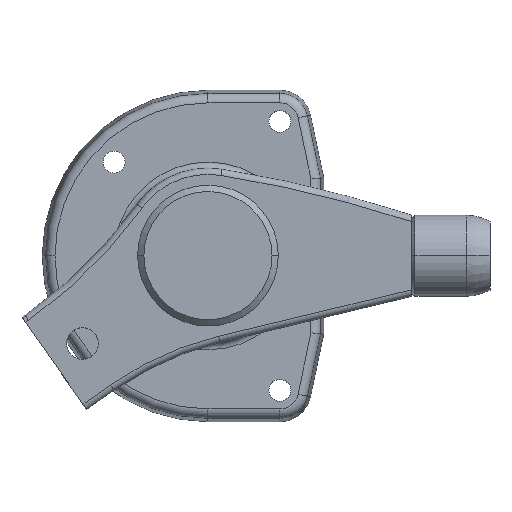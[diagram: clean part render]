
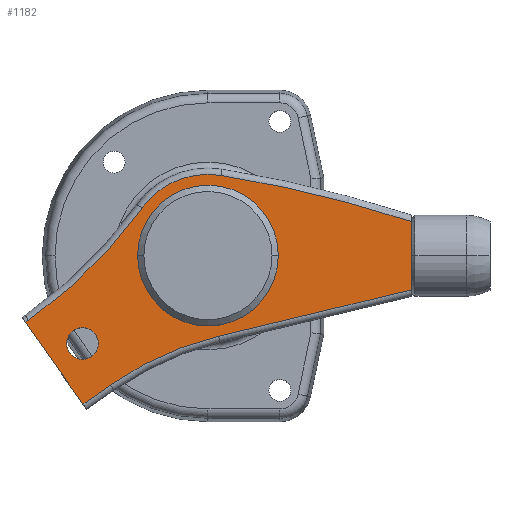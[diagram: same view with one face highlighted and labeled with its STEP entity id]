
A CAD part, top view. The second image highlights one B-rep face of the part: STEP entity #1182.
In plain terms, the highlighted face is planar.
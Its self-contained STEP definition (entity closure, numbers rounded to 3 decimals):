
#1079 = ORIENTED_EDGE ( 'NONE', *, *, #1080, .T. ) ;
#1080 = EDGE_CURVE ( 'NONE', #1312, #1315, #3859, .T. ) ;
#1081 = EDGE_LOOP ( 'NONE', ( #1082, #1086, #1089, #1282, #1284, #1287, #1290, #1293, #1307 ) ) ;
#1082 = ORIENTED_EDGE ( 'NONE', *, *, #1083, .T. ) ;
#1083 = EDGE_CURVE ( 'NONE', #1084, #1085, #3914, .T. ) ;
#1084 = VERTEX_POINT ( 'NONE', #3909 ) ;
#1085 = VERTEX_POINT ( 'NONE', #3908 ) ;
#1086 = ORIENTED_EDGE ( 'NONE', *, *, #1087, .T. ) ;
#1087 = EDGE_CURVE ( 'NONE', #1085, #1088, #3907, .T. ) ;
#1088 = VERTEX_POINT ( 'NONE', #3903 ) ;
#1089 = ORIENTED_EDGE ( 'NONE', *, *, #1090, .F. ) ;
#1090 = EDGE_CURVE ( 'NONE', #1324, #1088, #3586, .T. ) ;
#1158 = ORIENTED_EDGE ( 'NONE', *, *, #1159, .T. ) ;
#1159 = EDGE_CURVE ( 'NONE', #1328, #1331, #4180, .T. ) ;
#1182 = ADVANCED_FACE ( 'NONE', ( #4157, #4156, #4155 ), #4154, .F. ) ;
#1183 = EDGE_LOOP ( 'NONE', ( #1184, #1079 ) ) ;
#1184 = ORIENTED_EDGE ( 'NONE', *, *, #1314, .T. ) ;
#1282 = ORIENTED_EDGE ( 'NONE', *, *, #1283, .T. ) ;
#1283 = EDGE_CURVE ( 'NONE', #1324, #1325, #4262, .T. ) ;
#1284 = ORIENTED_EDGE ( 'NONE', *, *, #1285, .T. ) ;
#1285 = EDGE_CURVE ( 'NONE', #1325, #1286, #4258, .T. ) ;
#1286 = VERTEX_POINT ( 'NONE', #4253 ) ;
#1287 = ORIENTED_EDGE ( 'NONE', *, *, #1288, .T. ) ;
#1288 = EDGE_CURVE ( 'NONE', #1286, #1289, #4252, .T. ) ;
#1289 = VERTEX_POINT ( 'NONE', #4248 ) ;
#1290 = ORIENTED_EDGE ( 'NONE', *, *, #1291, .F. ) ;
#1291 = EDGE_CURVE ( 'NONE', #1292, #1289, #4402, .T. ) ;
#1292 = VERTEX_POINT ( 'NONE', #4398 ) ;
#1293 = ORIENTED_EDGE ( 'NONE', *, *, #1294, .T. ) ;
#1294 = EDGE_CURVE ( 'NONE', #1292, #1295, #4397, .T. ) ;
#1295 = VERTEX_POINT ( 'NONE', #4392 ) ;
#1296 = EDGE_LOOP ( 'NONE', ( #1309, #1158 ) ) ;
#1307 = ORIENTED_EDGE ( 'NONE', *, *, #1308, .T. ) ;
#1308 = EDGE_CURVE ( 'NONE', #1295, #1084, #4371, .T. ) ;
#1309 = ORIENTED_EDGE ( 'NONE', *, *, #1330, .T. ) ;
#1312 = VERTEX_POINT ( 'NONE', #4350 ) ;
#1314 = EDGE_CURVE ( 'NONE', #1315, #1312, #4349, .T. ) ;
#1315 = VERTEX_POINT ( 'NONE', #4344 ) ;
#1324 = VERTEX_POINT ( 'NONE', #4326 ) ;
#1325 = VERTEX_POINT ( 'NONE', #4325 ) ;
#1328 = VERTEX_POINT ( 'NONE', #4320 ) ;
#1330 = EDGE_CURVE ( 'NONE', #1331, #1328, #4319, .T. ) ;
#1331 = VERTEX_POINT ( 'NONE', #4314 ) ;
#3585 = CARTESIAN_POINT ( 'NONE',  ( 38.825, -49.159, -13. ) ) ;
#3586 = LINE ( 'NONE', #3585, #4060 ) ;
#3855 = DIRECTION ( 'NONE',  ( 1., 0., 0. ) ) ;
#3856 = DIRECTION ( 'NONE',  ( 0., 0., 1. ) ) ;
#3857 = CARTESIAN_POINT ( 'NONE',  ( 0., 0., -13. ) ) ;
#3858 = AXIS2_PLACEMENT_3D ( 'NONE', #3857, #3856, #3855 ) ;
#3859 = CIRCLE ( 'NONE', #3858, 13.1 ) ;
#3903 = CARTESIAN_POINT ( 'NONE',  ( 58.326, -21.308, -13. ) ) ;
#3904 = DIRECTION ( 'NONE',  ( 0.819, -0.574, 0. ) ) ;
#3905 = VECTOR ( 'NONE', #3904, 1000. ) ;
#3906 = CARTESIAN_POINT ( 'NONE',  ( 49.581, -15.185, -13. ) ) ;
#3907 = LINE ( 'NONE', #3906, #3905 ) ;
#3908 = CARTESIAN_POINT ( 'NONE',  ( 57.361, -20.632, -13. ) ) ;
#3909 = CARTESIAN_POINT ( 'NONE',  ( 21.113, 15.173, -13. ) ) ;
#3910 = DIRECTION ( 'NONE',  ( 1., 0., 0. ) ) ;
#3911 = DIRECTION ( 'NONE',  ( 0., 0., 1. ) ) ;
#3912 = CARTESIAN_POINT ( 'NONE',  ( 144.545, 103.879, -13. ) ) ;
#3913 = AXIS2_PLACEMENT_3D ( 'NONE', #3912, #3911, #3910 ) ;
#3914 = CIRCLE ( 'NONE', #3913, 152. ) ;
#4059 = DIRECTION ( 'NONE',  ( 0.574, 0.819, 0. ) ) ;
#4060 = VECTOR ( 'NONE', #4059, 1000. ) ;
#4150 = DIRECTION ( 'NONE',  ( 1., 0., 0. ) ) ;
#4151 = DIRECTION ( 'NONE',  ( 0., 0., 1. ) ) ;
#4152 = CARTESIAN_POINT ( 'NONE',  ( -27.278, -124.951, -13. ) ) ;
#4153 = AXIS2_PLACEMENT_3D ( 'NONE', #4152, #4151, #4150 ) ;
#4154 = PLANE ( 'NONE',  #4153 ) ;
#4155 = FACE_BOUND ( 'NONE', #1296, .T. ) ;
#4156 = FACE_OUTER_BOUND ( 'NONE', #1081, .T. ) ;
#4157 = FACE_BOUND ( 'NONE', #1183, .T. ) ;
#4176 = DIRECTION ( 'NONE',  ( 1., 0., 0. ) ) ;
#4177 = DIRECTION ( 'NONE',  ( 0., 0., 1. ) ) ;
#4178 = CARTESIAN_POINT ( 'NONE',  ( 40.138, -28.105, -13. ) ) ;
#4179 = AXIS2_PLACEMENT_3D ( 'NONE', #4178, #4177, #4176 ) ;
#4180 = CIRCLE ( 'NONE', #4179, 5.05 ) ;
#4248 = CARTESIAN_POINT ( 'NONE',  ( -65., -10.943, -13. ) ) ;
#4249 = DIRECTION ( 'NONE',  ( -0.972, 0.234, 0. ) ) ;
#4250 = VECTOR ( 'NONE', #4249, 1000. ) ;
#4251 = CARTESIAN_POINT ( 'NONE',  ( -3.384, -25.789, -13. ) ) ;
#4252 = LINE ( 'NONE', #4251, #4250 ) ;
#4253 = CARTESIAN_POINT ( 'NONE',  ( -3.384, -25.789, -13. ) ) ;
#4254 = DIRECTION ( 'NONE',  ( 1., 0., 0. ) ) ;
#4255 = DIRECTION ( 'NONE',  ( 0., 0., 1. ) ) ;
#4256 = CARTESIAN_POINT ( 'NONE',  ( -27.278, -124.951, -13. ) ) ;
#4257 = AXIS2_PLACEMENT_3D ( 'NONE', #4256, #4255, #4254 ) ;
#4258 = CIRCLE ( 'NONE', #4257, 102. ) ;
#4259 = DIRECTION ( 'NONE',  ( -0.819, 0.574, 0. ) ) ;
#4260 = VECTOR ( 'NONE', #4259, 1000. ) ;
#4261 = CARTESIAN_POINT ( 'NONE',  ( 31.227, -41.398, -13. ) ) ;
#4262 = LINE ( 'NONE', #4261, #4260 ) ;
#4314 = CARTESIAN_POINT ( 'NONE',  ( 35.088, -28.105, -13. ) ) ;
#4315 = DIRECTION ( 'NONE',  ( 1., 0., 0. ) ) ;
#4316 = DIRECTION ( 'NONE',  ( 0., 0., 1. ) ) ;
#4317 = CARTESIAN_POINT ( 'NONE',  ( 40.138, -28.105, -13. ) ) ;
#4318 = AXIS2_PLACEMENT_3D ( 'NONE', #4317, #4316, #4315 ) ;
#4319 = CIRCLE ( 'NONE', #4318, 5.05 ) ;
#4320 = CARTESIAN_POINT ( 'NONE',  ( 45.188, -28.105, -13. ) ) ;
#4325 = CARTESIAN_POINT ( 'NONE',  ( 31.227, -41.398, -13. ) ) ;
#4326 = CARTESIAN_POINT ( 'NONE',  ( 39.972, -47.521, -13. ) ) ;
#4344 = CARTESIAN_POINT ( 'NONE',  ( -13.1, 0., -13. ) ) ;
#4345 = DIRECTION ( 'NONE',  ( 1., 0., 0. ) ) ;
#4346 = DIRECTION ( 'NONE',  ( 0., 0., 1. ) ) ;
#4347 = CARTESIAN_POINT ( 'NONE',  ( 0., 0., -13. ) ) ;
#4348 = AXIS2_PLACEMENT_3D ( 'NONE', #4347, #4346, #4345 ) ;
#4349 = CIRCLE ( 'NONE', #4348, 13.1 ) ;
#4350 = CARTESIAN_POINT ( 'NONE',  ( 13.1, 0., -13. ) ) ;
#4355 = DIRECTION ( 'NONE',  ( 1., 0., 0. ) ) ;
#4356 = DIRECTION ( 'NONE',  ( 0., 0., -1. ) ) ;
#4357 = CARTESIAN_POINT ( 'NONE',  ( 0., 0., -13. ) ) ;
#4358 = AXIS2_PLACEMENT_3D ( 'NONE', #4357, #4356, #4355 ) ;
#4371 = CIRCLE ( 'NONE', #4358, 26. ) ;
#4392 = CARTESIAN_POINT ( 'NONE',  ( -4.125, 25.671, -13. ) ) ;
#4393 = DIRECTION ( 'NONE',  ( 1., 0., 0. ) ) ;
#4394 = DIRECTION ( 'NONE',  ( 0., 0., -1. ) ) ;
#4395 = CARTESIAN_POINT ( 'NONE',  ( 59.019, -367.288, -13. ) ) ;
#4396 = AXIS2_PLACEMENT_3D ( 'NONE', #4395, #4394, #4393 ) ;
#4397 = CIRCLE ( 'NONE', #4396, 398. ) ;
#4398 = CARTESIAN_POINT ( 'NONE',  ( -65., 10.896, -13. ) ) ;
#4399 = DIRECTION ( 'NONE',  ( 0., -1., 0. ) ) ;
#4400 = VECTOR ( 'NONE', #4399, 1000. ) ;
#4401 = CARTESIAN_POINT ( 'NONE',  ( -65., -13., -13. ) ) ;
#4402 = LINE ( 'NONE', #4401, #4400 ) ;
